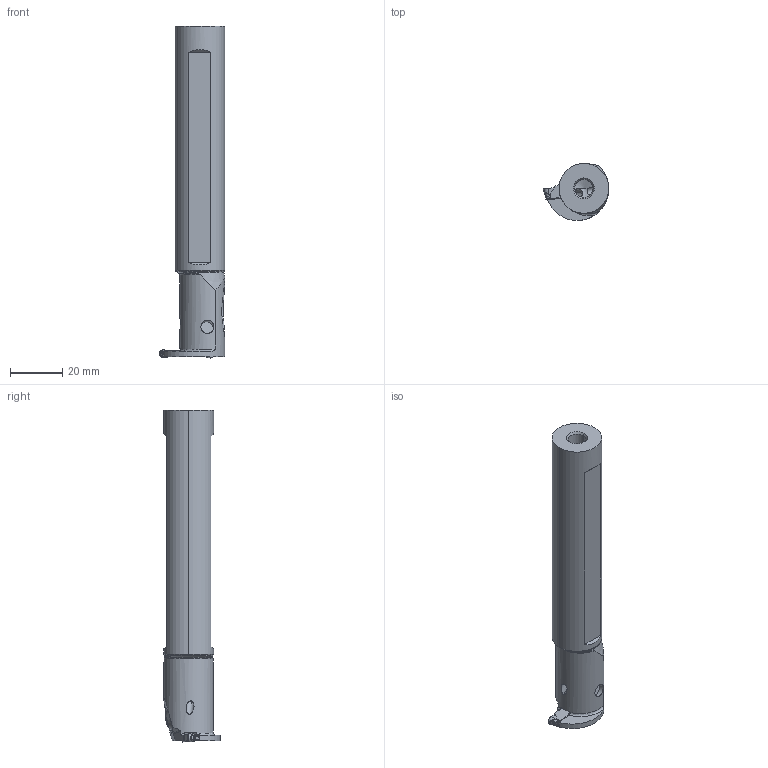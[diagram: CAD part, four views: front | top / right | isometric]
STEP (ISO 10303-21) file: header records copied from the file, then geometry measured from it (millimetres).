
FILE_DESCRIPTION(/* description */ (''),/* implementation_level */ '2;1');
FILE_NAME(/* name */ 'GYARUS12K90A-F06_CW0_125_IR0_06.stp',/* time_stamp */ '2023-02-27T12:26:08+09:00',/* author */ (''),/* organization */ (''),/* preprocessor_version */ 'ST-DEVELOPER v16',/* originating_system */ 'SIEMENS PLM Software NX 10.0',/* authorisation */ '');
FILE_SCHEMA (('AUTOMOTIVE_DESIGN { 1 0 10303 214 3 1 1 1 }'));
Length unit declared in the file: millimetre
Products named in the file (1): GYARUS12K90A-F06_CW0_125_IR0_06_ASM
Bounding box: 25.1 x 21.61 x 127.09 mm (x, y, z)
Volume: 29589.9 mm3; surface area: 11354.5 mm2
Topology: 2 solids, 2 shells, 203 faces, 610 edges, 433 vertices
Faces by surface type: cylinder 62, bspline 59, plane 51, cone 16, torus 10, extrusion 3, sphere 2
Entity records: 12200 total; most frequent: CARTESIAN_POINT 7385, ORIENTED_EDGE 1168, DIRECTION 710, EDGE_CURVE 584, VERTEX_POINT 388, B_SPLINE_CURVE_WITH_KNOTS 284, AXIS2_PLACEMENT_3D 271, EDGE_LOOP 212
